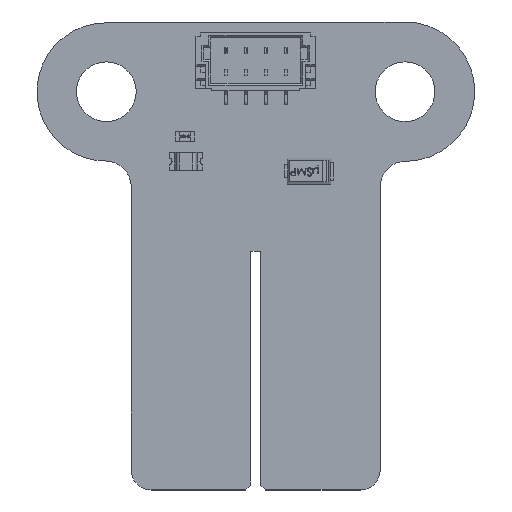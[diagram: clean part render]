
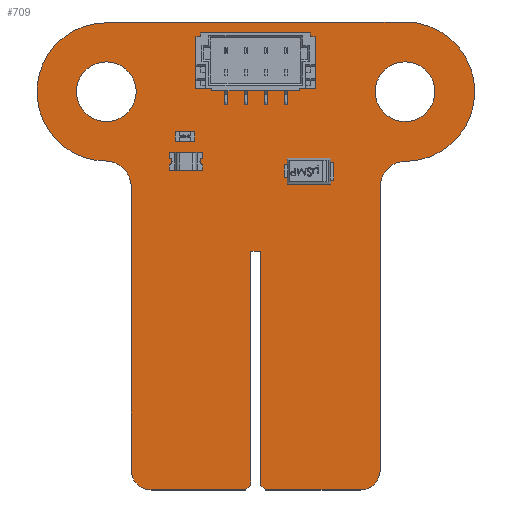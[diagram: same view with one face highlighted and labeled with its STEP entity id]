
A CAD part, top view. The second image highlights one B-rep face of the part: STEP entity #709.
In plain terms, the highlighted planar face has unit normal (0, 0, 1).
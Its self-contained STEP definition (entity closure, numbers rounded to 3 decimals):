
#80 = VERTEX_POINT('',#81);
#81 = CARTESIAN_POINT('',(-6.25,1.,0.197));
#87 = EDGE_CURVE('',#80,#88,#90,.T.);
#88 = VERTEX_POINT('',#89);
#89 = CARTESIAN_POINT('',(-6.25,15.23,0.197));
#90 = LINE('',#91,#92);
#91 = CARTESIAN_POINT('',(-6.25,1.,0.197));
#92 = VECTOR('',#93,1.);
#93 = DIRECTION('',(0.,1.,0.));
#118 = EDGE_CURVE('',#88,#119,#121,.T.);
#119 = VERTEX_POINT('',#120);
#120 = CARTESIAN_POINT('',(-7.5,16.52,0.197));
#121 = CIRCLE('',#122,1.306);
#122 = AXIS2_PLACEMENT_3D('',#123,#124,#125);
#123 = CARTESIAN_POINT('',(-7.556,15.215,0.197));
#124 = DIRECTION('',(0.,0.,1.));
#125 = DIRECTION('',(1.,0.012,-0.));
#151 = EDGE_CURVE('',#119,#152,#154,.T.);
#152 = VERTEX_POINT('',#153);
#153 = CARTESIAN_POINT('',(-7.48,23.46,0.197));
#154 = CIRCLE('',#155,3.47);
#155 = AXIS2_PLACEMENT_3D('',#156,#157,#158);
#156 = CARTESIAN_POINT('',(-7.51,19.99,0.197));
#157 = DIRECTION('',(0.,0.,-1.));
#158 = DIRECTION('',(0.003,-1.,0.));
#184 = EDGE_CURVE('',#152,#185,#187,.T.);
#185 = VERTEX_POINT('',#186);
#186 = CARTESIAN_POINT('',(-7.5,23.5,0.197));
#187 = LINE('',#188,#189);
#188 = CARTESIAN_POINT('',(-7.48,23.46,0.197));
#189 = VECTOR('',#190,1.);
#190 = DIRECTION('',(-0.447,0.894,0.));
#215 = EDGE_CURVE('',#185,#216,#218,.T.);
#216 = VERTEX_POINT('',#217);
#217 = CARTESIAN_POINT('',(7.5,23.5,0.197));
#218 = LINE('',#219,#220);
#219 = CARTESIAN_POINT('',(-7.5,23.5,0.197));
#220 = VECTOR('',#221,1.);
#221 = DIRECTION('',(1.,0.,0.));
#246 = EDGE_CURVE('',#216,#247,#249,.T.);
#247 = VERTEX_POINT('',#248);
#248 = CARTESIAN_POINT('',(7.52,16.5,0.197));
#249 = CIRCLE('',#250,3.5);
#250 = AXIS2_PLACEMENT_3D('',#251,#252,#253);
#251 = CARTESIAN_POINT('',(7.5,20.,0.197));
#252 = DIRECTION('',(0.,0.,-1.));
#253 = DIRECTION('',(0.,1.,0.));
#279 = EDGE_CURVE('',#247,#280,#282,.T.);
#280 = VERTEX_POINT('',#281);
#281 = CARTESIAN_POINT('',(6.25,15.23,0.197));
#282 = CIRCLE('',#283,1.27);
#283 = AXIS2_PLACEMENT_3D('',#284,#285,#286);
#284 = CARTESIAN_POINT('',(7.52,15.23,0.197));
#285 = DIRECTION('',(0.,0.,1.));
#286 = DIRECTION('',(0.,1.,0.));
#312 = EDGE_CURVE('',#280,#313,#315,.T.);
#313 = VERTEX_POINT('',#314);
#314 = CARTESIAN_POINT('',(6.25,1.,0.197));
#315 = LINE('',#316,#317);
#316 = CARTESIAN_POINT('',(6.25,15.23,0.197));
#317 = VECTOR('',#318,1.);
#318 = DIRECTION('',(0.,-1.,0.));
#343 = EDGE_CURVE('',#313,#344,#346,.T.);
#344 = VERTEX_POINT('',#345);
#345 = CARTESIAN_POINT('',(5.25,0.,0.197));
#346 = CIRCLE('',#347,1.);
#347 = AXIS2_PLACEMENT_3D('',#348,#349,#350);
#348 = CARTESIAN_POINT('',(5.25,1.,0.197));
#349 = DIRECTION('',(0.,0.,-1.));
#350 = DIRECTION('',(1.,0.,0.));
#376 = EDGE_CURVE('',#344,#377,#379,.T.);
#377 = VERTEX_POINT('',#378);
#378 = CARTESIAN_POINT('',(0.5,0.,0.197));
#379 = LINE('',#380,#381);
#380 = CARTESIAN_POINT('',(5.25,0.,0.197));
#381 = VECTOR('',#382,1.);
#382 = DIRECTION('',(-1.,0.,0.));
#407 = EDGE_CURVE('',#377,#408,#410,.T.);
#408 = VERTEX_POINT('',#409);
#409 = CARTESIAN_POINT('',(0.25,0.25,0.197));
#410 = LINE('',#411,#412);
#411 = CARTESIAN_POINT('',(0.5,0.,0.197));
#412 = VECTOR('',#413,1.);
#413 = DIRECTION('',(-0.707,0.707,0.));
#438 = EDGE_CURVE('',#408,#439,#441,.T.);
#439 = VERTEX_POINT('',#440);
#440 = CARTESIAN_POINT('',(0.25,12.,0.197));
#441 = LINE('',#442,#443);
#442 = CARTESIAN_POINT('',(0.25,0.25,0.197));
#443 = VECTOR('',#444,1.);
#444 = DIRECTION('',(0.,1.,0.));
#469 = EDGE_CURVE('',#439,#470,#472,.T.);
#470 = VERTEX_POINT('',#471);
#471 = CARTESIAN_POINT('',(-0.25,12.,0.197));
#472 = LINE('',#473,#474);
#473 = CARTESIAN_POINT('',(0.25,12.,0.197));
#474 = VECTOR('',#475,1.);
#475 = DIRECTION('',(-1.,0.,0.));
#500 = EDGE_CURVE('',#470,#501,#503,.T.);
#501 = VERTEX_POINT('',#502);
#502 = CARTESIAN_POINT('',(-0.25,0.25,0.197));
#503 = LINE('',#504,#505);
#504 = CARTESIAN_POINT('',(-0.25,12.,0.197));
#505 = VECTOR('',#506,1.);
#506 = DIRECTION('',(0.,-1.,0.));
#531 = EDGE_CURVE('',#501,#532,#534,.T.);
#532 = VERTEX_POINT('',#533);
#533 = CARTESIAN_POINT('',(-0.5,0.,0.197));
#534 = LINE('',#535,#536);
#535 = CARTESIAN_POINT('',(-0.25,0.25,0.197));
#536 = VECTOR('',#537,1.);
#537 = DIRECTION('',(-0.707,-0.707,0.));
#562 = EDGE_CURVE('',#532,#563,#565,.T.);
#563 = VERTEX_POINT('',#564);
#564 = CARTESIAN_POINT('',(-5.25,0.,0.197));
#565 = LINE('',#566,#567);
#566 = CARTESIAN_POINT('',(-0.5,0.,0.197));
#567 = VECTOR('',#568,1.);
#568 = DIRECTION('',(-1.,0.,0.));
#593 = EDGE_CURVE('',#563,#80,#594,.T.);
#594 = CIRCLE('',#595,1.);
#595 = AXIS2_PLACEMENT_3D('',#596,#597,#598);
#596 = CARTESIAN_POINT('',(-5.25,1.,0.197));
#597 = DIRECTION('',(0.,0.,-1.));
#598 = DIRECTION('',(0.,-1.,-0.));
#619 = VERTEX_POINT('',#620);
#620 = CARTESIAN_POINT('',(-6.,20.,0.197));
#626 = EDGE_CURVE('',#619,#619,#627,.T.);
#627 = CIRCLE('',#628,1.5);
#628 = AXIS2_PLACEMENT_3D('',#629,#630,#631);
#629 = CARTESIAN_POINT('',(-7.5,20.,0.197));
#630 = DIRECTION('',(0.,0.,1.));
#631 = DIRECTION('',(1.,0.,-0.));
#652 = VERTEX_POINT('',#653);
#653 = CARTESIAN_POINT('',(9.,20.,0.197));
#659 = EDGE_CURVE('',#652,#652,#660,.T.);
#660 = CIRCLE('',#661,1.5);
#661 = AXIS2_PLACEMENT_3D('',#662,#663,#664);
#662 = CARTESIAN_POINT('',(7.5,20.,0.197));
#663 = DIRECTION('',(0.,0.,1.));
#664 = DIRECTION('',(1.,0.,-0.));
#709 = ADVANCED_FACE('',(#710,#729,#732),#735,.F.);
#710 = FACE_BOUND('',#711,.F.);
#711 = EDGE_LOOP('',(#712,#713,#714,#715,#716,#717,#718,#719,#720,#721,
    #722,#723,#724,#725,#726,#727,#728));
#712 = ORIENTED_EDGE('',*,*,#87,.T.);
#713 = ORIENTED_EDGE('',*,*,#118,.T.);
#714 = ORIENTED_EDGE('',*,*,#151,.T.);
#715 = ORIENTED_EDGE('',*,*,#184,.T.);
#716 = ORIENTED_EDGE('',*,*,#215,.T.);
#717 = ORIENTED_EDGE('',*,*,#246,.T.);
#718 = ORIENTED_EDGE('',*,*,#279,.T.);
#719 = ORIENTED_EDGE('',*,*,#312,.T.);
#720 = ORIENTED_EDGE('',*,*,#343,.T.);
#721 = ORIENTED_EDGE('',*,*,#376,.T.);
#722 = ORIENTED_EDGE('',*,*,#407,.T.);
#723 = ORIENTED_EDGE('',*,*,#438,.T.);
#724 = ORIENTED_EDGE('',*,*,#469,.T.);
#725 = ORIENTED_EDGE('',*,*,#500,.T.);
#726 = ORIENTED_EDGE('',*,*,#531,.T.);
#727 = ORIENTED_EDGE('',*,*,#562,.T.);
#728 = ORIENTED_EDGE('',*,*,#593,.T.);
#729 = FACE_BOUND('',#730,.F.);
#730 = EDGE_LOOP('',(#731));
#731 = ORIENTED_EDGE('',*,*,#626,.T.);
#732 = FACE_BOUND('',#733,.F.);
#733 = EDGE_LOOP('',(#734));
#734 = ORIENTED_EDGE('',*,*,#659,.T.);
#735 = PLANE('',#736);
#736 = AXIS2_PLACEMENT_3D('',#737,#738,#739);
#737 = CARTESIAN_POINT('',(0.003,11.519,0.197)
  );
#738 = DIRECTION('',(-0.,-0.,-1.));
#739 = DIRECTION('',(-1.,0.,0.));
